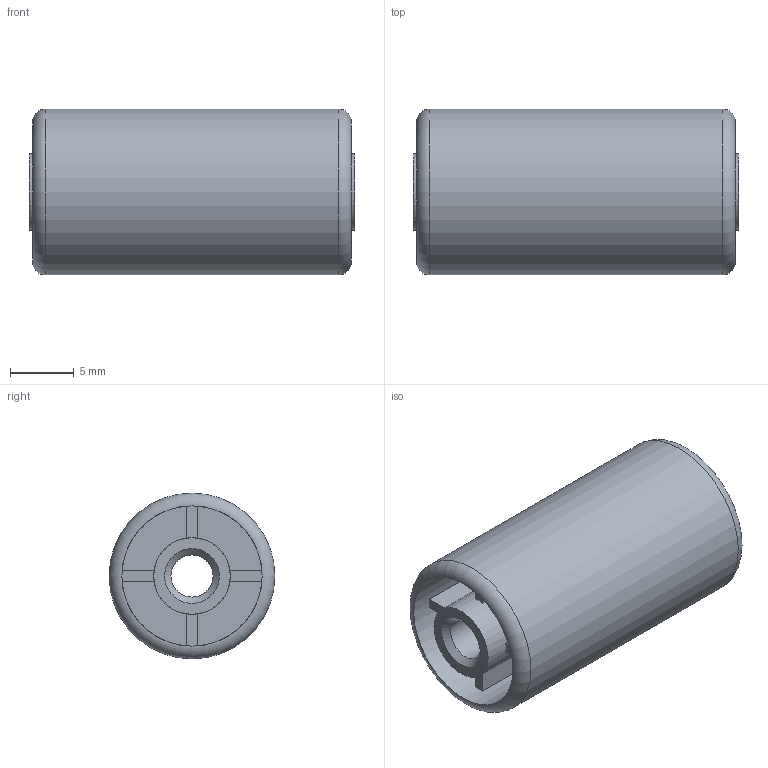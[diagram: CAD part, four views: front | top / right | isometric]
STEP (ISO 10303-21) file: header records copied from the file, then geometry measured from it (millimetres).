
FILE_DESCRIPTION (( 'STEP AP214' ), '1' );
FILE_NAME ('0019796_0019796-N-Mini-Gelb.step', '2018-05-22T09:23:30', ( '' ), ( '' ), 'SwSTEP 2.0', 'SolidWorks 2018', '' );
FILE_SCHEMA (( 'AUTOMOTIVE_DESIGN' ));
Length unit declared in the file: millimetre
Products named in the file (1): 0019796_0019796-N-Mini-Gelb
Bounding box: 25.5 x 13 x 13 mm (x, y, z)
Volume: 1644.9 mm3; surface area: 3077.5 mm2
Topology: 1 solids, 1 shells, 44 faces, 122 edges, 80 vertices
Faces by surface type: plane 34, cylinder 6, torus 2, cone 2
Full cylindrical faces by diameter (mm): 3.3 x1, 6 x2, 11 x2, 13 x1
Entity records: 1350 total; most frequent: DIRECTION 238, CARTESIAN_POINT 225, ORIENTED_EDGE 212, EDGE_CURVE 106, AXIS2_PLACEMENT_3D 87, VERTEX_POINT 74, VECTOR 64, LINE 64
